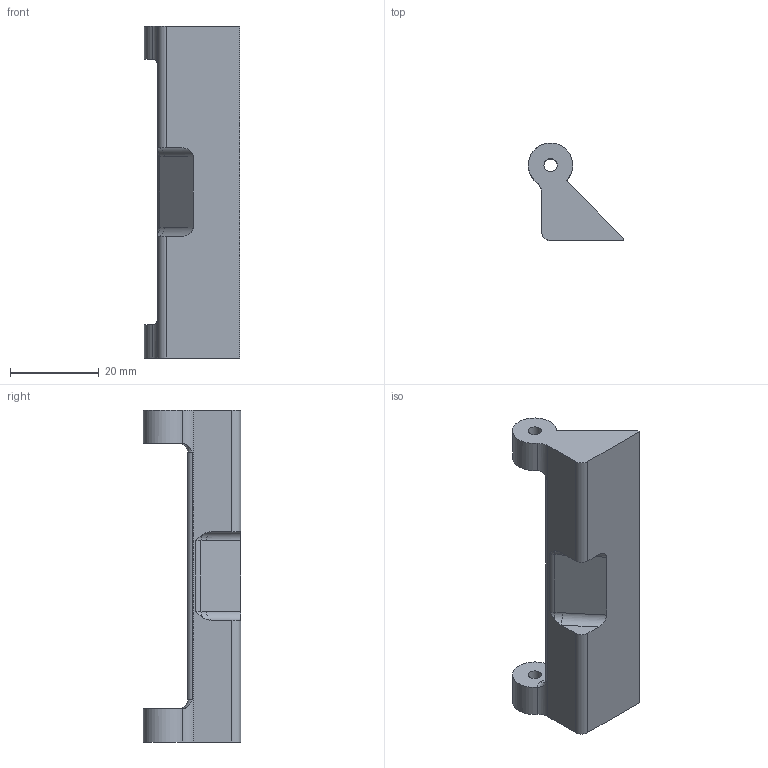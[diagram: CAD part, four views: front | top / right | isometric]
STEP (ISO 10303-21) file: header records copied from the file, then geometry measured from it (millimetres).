
FILE_DESCRIPTION(/* description */ (''),/* implementation_level */ '2;1');
FILE_NAME(/* name */ 'ChipKicker_v2020_3D_ipt_a814a180.STEP',/* time_stamp */ '2021-11-25T11:14:51-03:00',/* author */ ('Acer'),/* organization */ (''),/* preprocessor_version */ 'ST-DEVELOPER v18.1',/* originating_system */ 'Autodesk Inventor 2020',/* authorisation */ '');
FILE_SCHEMA (('AUTOMOTIVE_DESIGN { 1 0 10303 214 3 1 1 }'));
Length unit declared in the file: millimetre
Products named in the file (1): ChipKicker_v2020_3D
Bounding box: 21.5 x 22 x 75 mm (x, y, z)
Volume: 12016.4 mm3; surface area: 4998.4 mm2
Topology: 1 solids, 1 shells, 36 faces, 94 edges, 60 vertices
Faces by surface type: cylinder 18, plane 12, torus 6
Full cylindrical faces by diameter (mm): 3 x2
Entity records: 1246 total; most frequent: CARTESIAN_POINT 249, DIRECTION 198, ORIENTED_EDGE 188, EDGE_CURVE 94, AXIS2_PLACEMENT_3D 77, VERTEX_POINT 60, LINE 44, VECTOR 44
